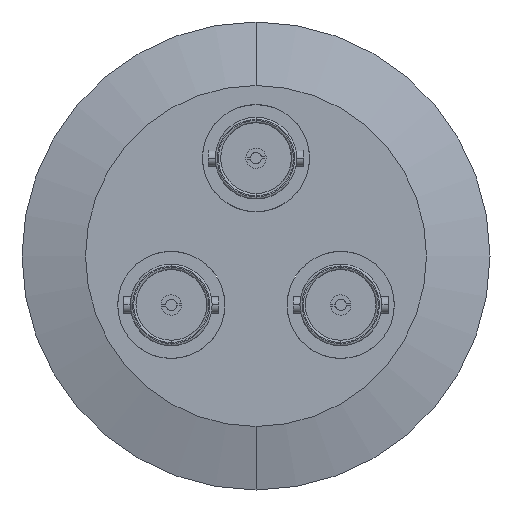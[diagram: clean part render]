
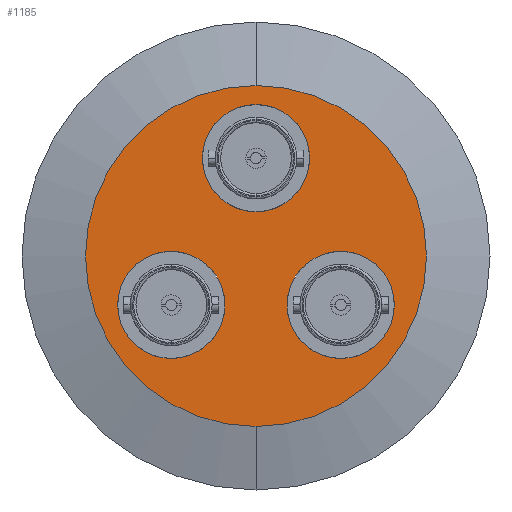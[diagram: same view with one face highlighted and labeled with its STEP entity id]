
A CAD part, front view. The second image highlights one B-rep face of the part: STEP entity #1185.
In plain terms, the highlighted face is planar.
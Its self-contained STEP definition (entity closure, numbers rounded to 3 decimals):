
#62 = VERTEX_POINT ( 'NONE', #1271 ) ;
#87 = ORIENTED_EDGE ( 'NONE', *, *, #1504, .T. ) ;
#123 = AXIS2_PLACEMENT_3D ( 'NONE', #2544, #1738, #2153 ) ;
#150 = VERTEX_POINT ( 'NONE', #1522 ) ;
#190 = DIRECTION ( 'NONE',  ( 0., 0., 1. ) ) ;
#201 = DIRECTION ( 'NONE',  ( 0., 0., -1. ) ) ;
#210 = DIRECTION ( 'NONE',  ( -1., 0., 0. ) ) ;
#225 = CIRCLE ( 'NONE', #319, 6.3 ) ;
#262 = CARTESIAN_POINT ( 'NONE',  ( 5., 9.959, -12.05 ) ) ;
#319 = AXIS2_PLACEMENT_3D ( 'NONE', #481, #2277, #874 ) ;
#342 = VERTEX_POINT ( 'NONE', #2077 ) ;
#376 = VERTEX_POINT ( 'NONE', #1659 ) ;
#381 = AXIS2_PLACEMENT_3D ( 'NONE', #1805, #2406, #201 ) ;
#403 = CARTESIAN_POINT ( 'NONE',  ( 5., 9.959, -5.75 ) ) ;
#421 = AXIS2_PLACEMENT_3D ( 'NONE', #1762, #2185, #1581 ) ;
#481 = CARTESIAN_POINT ( 'NONE',  ( 5., 9.959, -5.75 ) ) ;
#513 = CIRCLE ( 'NONE', #2499, 6.3 ) ;
#549 = FACE_BOUND ( 'NONE', #2550, .T. ) ;
#561 = VERTEX_POINT ( 'NONE', #2555 ) ;
#581 = EDGE_CURVE ( 'NONE', #150, #62, #1861, .T. ) ;
#601 = ORIENTED_EDGE ( 'NONE', *, *, #1286, .T. ) ;
#605 = AXIS2_PLACEMENT_3D ( 'NONE', #859, #1686, #1288 ) ;
#751 = ORIENTED_EDGE ( 'NONE', *, *, #1836, .T. ) ;
#752 = VERTEX_POINT ( 'NONE', #1059 ) ;
#784 = PLANE ( 'NONE',  #381 ) ;
#796 = CIRCLE ( 'NONE', #421, 20.036 ) ;
#859 = CARTESIAN_POINT ( 'NONE',  ( 5., 0., 0. ) ) ;
#874 = DIRECTION ( 'NONE',  ( 0., 0., 1. ) ) ;
#889 = AXIS2_PLACEMENT_3D ( 'NONE', #2310, #2316, #1506 ) ;
#897 = EDGE_CURVE ( 'NONE', #62, #150, #1988, .T. ) ;
#923 = AXIS2_PLACEMENT_3D ( 'NONE', #1831, #210, #2049 ) ;
#1059 = CARTESIAN_POINT ( 'NONE',  ( 5., -9.959, -12.05 ) ) ;
#1185 = ADVANCED_FACE ( 'NONE', ( #1704, #549, #1856, #1733 ), #784, .T. ) ;
#1226 = ORIENTED_EDGE ( 'NONE', *, *, #581, .T. ) ;
#1271 = CARTESIAN_POINT ( 'NONE',  ( 5., 0., 5.2 ) ) ;
#1272 = AXIS2_PLACEMENT_3D ( 'NONE', #1705, #1924, #1898 ) ;
#1286 = EDGE_CURVE ( 'NONE', #342, #752, #2086, .T. ) ;
#1288 = DIRECTION ( 'NONE',  ( 0., 0., -1. ) ) ;
#1383 = EDGE_CURVE ( 'NONE', #376, #1412, #2470, .T. ) ;
#1412 = VERTEX_POINT ( 'NONE', #1469 ) ;
#1469 = CARTESIAN_POINT ( 'NONE',  ( 5., 0., 20.036 ) ) ;
#1504 = EDGE_CURVE ( 'NONE', #752, #342, #1828, .T. ) ;
#1506 = DIRECTION ( 'NONE',  ( 0., 0., 1. ) ) ;
#1522 = CARTESIAN_POINT ( 'NONE',  ( 5., 0., 17.8 ) ) ;
#1553 = ORIENTED_EDGE ( 'NONE', *, *, #897, .T. ) ;
#1581 = DIRECTION ( 'NONE',  ( 0., 0., -1. ) ) ;
#1592 = ORIENTED_EDGE ( 'NONE', *, *, #2021, .T. ) ;
#1656 = EDGE_LOOP ( 'NONE', ( #601, #87 ) ) ;
#1659 = CARTESIAN_POINT ( 'NONE',  ( 5., 0., -20.036 ) ) ;
#1686 = DIRECTION ( 'NONE',  ( 1., 0., 0. ) ) ;
#1703 = EDGE_CURVE ( 'NONE', #1838, #561, #513, .T. ) ;
#1704 = FACE_OUTER_BOUND ( 'NONE', #2580, .T. ) ;
#1705 = CARTESIAN_POINT ( 'NONE',  ( 5., -9.959, -5.75 ) ) ;
#1733 = FACE_BOUND ( 'NONE', #2267, .T. ) ;
#1738 = DIRECTION ( 'NONE',  ( -1., 0., 0. ) ) ;
#1762 = CARTESIAN_POINT ( 'NONE',  ( 5., 0., 0. ) ) ;
#1785 = DIRECTION ( 'NONE',  ( -1., 0., 0. ) ) ;
#1805 = CARTESIAN_POINT ( 'NONE',  ( 5., 0., 0. ) ) ;
#1828 = CIRCLE ( 'NONE', #1272, 6.3 ) ;
#1831 = CARTESIAN_POINT ( 'NONE',  ( 5., -9.959, -5.75 ) ) ;
#1836 = EDGE_CURVE ( 'NONE', #561, #1838, #225, .T. ) ;
#1838 = VERTEX_POINT ( 'NONE', #262 ) ;
#1856 = FACE_BOUND ( 'NONE', #1656, .T. ) ;
#1861 = CIRCLE ( 'NONE', #123, 6.3 ) ;
#1898 = DIRECTION ( 'NONE',  ( 0., 0., 1. ) ) ;
#1924 = DIRECTION ( 'NONE',  ( -1., 0., 0. ) ) ;
#1988 = CIRCLE ( 'NONE', #889, 6.3 ) ;
#2021 = EDGE_CURVE ( 'NONE', #1412, #376, #796, .T. ) ;
#2025 = ORIENTED_EDGE ( 'NONE', *, *, #1703, .T. ) ;
#2049 = DIRECTION ( 'NONE',  ( 0., 0., 1. ) ) ;
#2077 = CARTESIAN_POINT ( 'NONE',  ( 5., -9.959, 0.55 ) ) ;
#2086 = CIRCLE ( 'NONE', #923, 6.3 ) ;
#2153 = DIRECTION ( 'NONE',  ( 0., 0., 1. ) ) ;
#2185 = DIRECTION ( 'NONE',  ( 1., 0., 0. ) ) ;
#2267 = EDGE_LOOP ( 'NONE', ( #751, #2025 ) ) ;
#2277 = DIRECTION ( 'NONE',  ( -1., 0., 0. ) ) ;
#2310 = CARTESIAN_POINT ( 'NONE',  ( 5., 0., 11.5 ) ) ;
#2316 = DIRECTION ( 'NONE',  ( -1., 0., 0. ) ) ;
#2406 = DIRECTION ( 'NONE',  ( 1., 0., 0. ) ) ;
#2463 = ORIENTED_EDGE ( 'NONE', *, *, #1383, .T. ) ;
#2470 = CIRCLE ( 'NONE', #605, 20.036 ) ;
#2499 = AXIS2_PLACEMENT_3D ( 'NONE', #403, #1785, #190 ) ;
#2544 = CARTESIAN_POINT ( 'NONE',  ( 5., 0., 11.5 ) ) ;
#2550 = EDGE_LOOP ( 'NONE', ( #1226, #1553 ) ) ;
#2555 = CARTESIAN_POINT ( 'NONE',  ( 5., 9.959, 0.55 ) ) ;
#2580 = EDGE_LOOP ( 'NONE', ( #1592, #2463 ) ) ;
